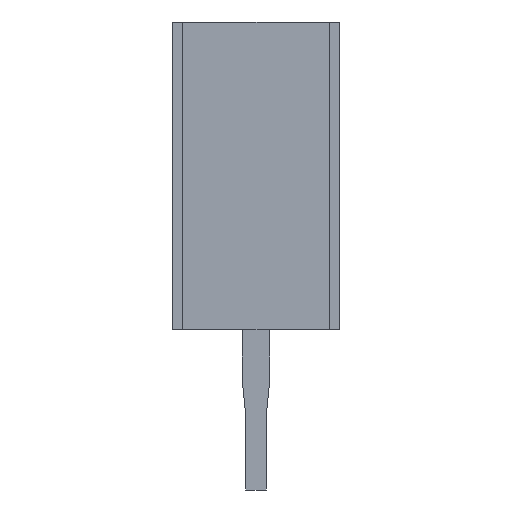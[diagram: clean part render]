
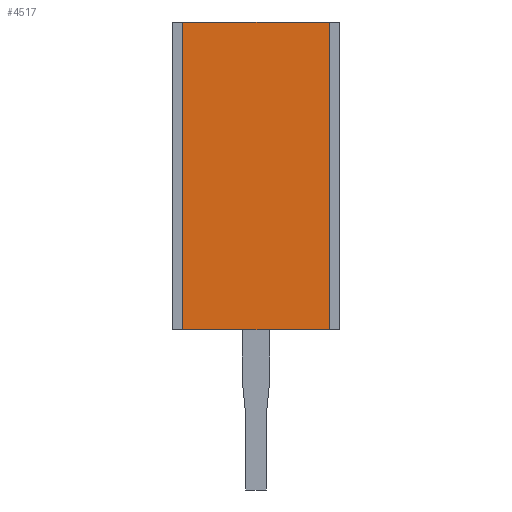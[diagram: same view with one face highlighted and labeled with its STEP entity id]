
A CAD part, left-side view. The second image highlights one B-rep face of the part: STEP entity #4517.
In plain terms, the highlighted planar face has unit normal (-1, 0, 0).
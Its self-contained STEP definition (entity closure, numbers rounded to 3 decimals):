
#3801=CARTESIAN_POINT('',(2.54,-1.1,-2.3));
#3802=VERTEX_POINT('',#3801);
#3809=CARTESIAN_POINT('',(2.54,1.1,-2.3));
#3810=VERTEX_POINT('',#3809);
#3811=CARTESIAN_POINT('',(2.54,-1.1,-2.3));
#3812=DIRECTION('',(0.,1.,0.));
#3813=VECTOR('',#3812,2.2);
#3814=LINE('',#3811,#3813);
#3815=EDGE_CURVE('',#3802,#3810,#3814,.T.);
#4240=CARTESIAN_POINT('',(2.54,1.1,2.3));
#4241=VERTEX_POINT('',#4240);
#4248=CARTESIAN_POINT('',(2.54,-1.1,2.3));
#4249=VERTEX_POINT('',#4248);
#4250=CARTESIAN_POINT('',(2.54,1.1,2.3));
#4251=DIRECTION('',(0.,-1.,0.));
#4252=VECTOR('',#4251,2.2);
#4253=LINE('',#4250,#4252);
#4254=EDGE_CURVE('',#4241,#4249,#4253,.T.);
#4479=CARTESIAN_POINT('',(2.54,-1.1,2.3));
#4480=DIRECTION('',(0.,0.,-1.));
#4481=VECTOR('',#4480,4.6);
#4482=LINE('',#4479,#4481);
#4483=EDGE_CURVE('',#4249,#3802,#4482,.T.);
#4496=CARTESIAN_POINT('',(2.54,1.1,-2.3));
#4497=DIRECTION('',(0.,0.,1.));
#4498=VECTOR('',#4497,4.6);
#4499=LINE('',#4496,#4498);
#4500=EDGE_CURVE('',#3810,#4241,#4499,.T.);
#4506=CARTESIAN_POINT('',(2.54,0.,-0.048));
#4507=DIRECTION('',(0.,-1.,0.));
#4508=DIRECTION('',(-1.,0.,0.));
#4509=AXIS2_PLACEMENT_3D('',#4506,#4508,#4507);
#4510=PLANE('',#4509);
#4511=ORIENTED_EDGE('',*,*,#3815,.F.);
#4512=ORIENTED_EDGE('',*,*,#4483,.F.);
#4513=ORIENTED_EDGE('',*,*,#4254,.F.);
#4514=ORIENTED_EDGE('',*,*,#4500,.F.);
#4515=EDGE_LOOP('',(#4511,#4512,#4513,#4514));
#4516=FACE_OUTER_BOUND('',#4515,.T.);
#4517=ADVANCED_FACE('',(#4516),#4510,.T.);
